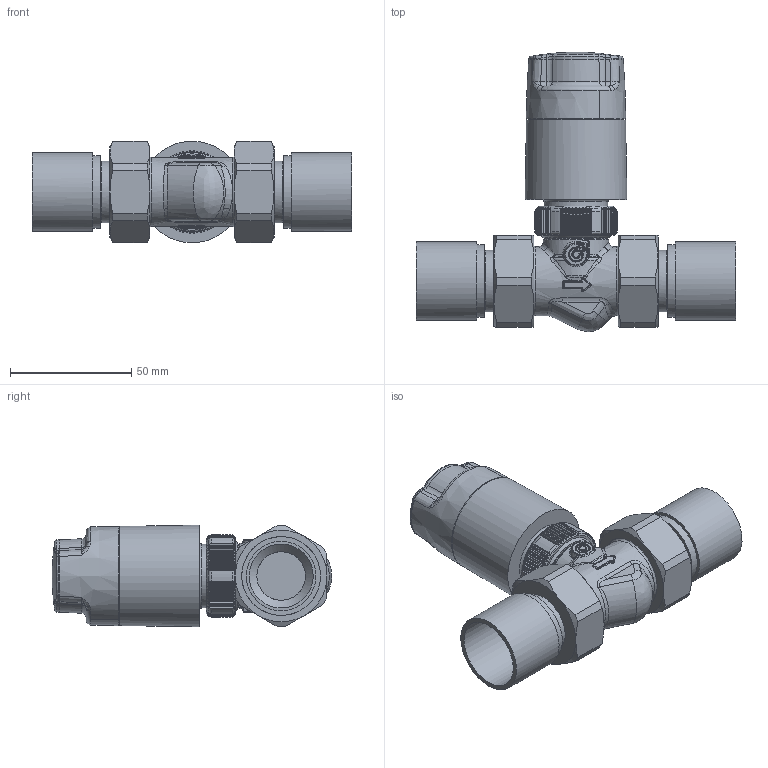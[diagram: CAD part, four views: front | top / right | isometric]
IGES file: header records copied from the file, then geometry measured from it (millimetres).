
Global section: file name: 676269A; native system: Autodesk Inventor 2024; preprocessor: unknown; author: Mike; date: 20250603.094657; units: centimetre
Bounding box: 131.76 x 115.41 x 41.93 mm (x, y, z)
Volume: 167609.9 mm3; surface area: 45429.6 mm2
Topology: 4 solids, 4 shells, 1037 faces, 2729 edges, 1680 vertices
Faces by surface type: bspline 1037
